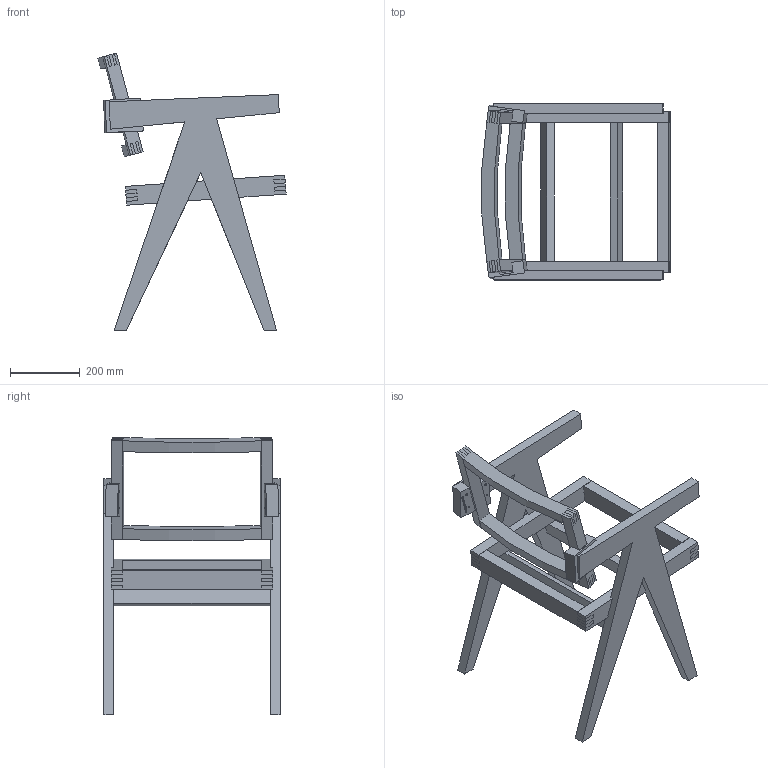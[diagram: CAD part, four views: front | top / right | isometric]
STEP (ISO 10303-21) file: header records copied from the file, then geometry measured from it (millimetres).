
FILE_DESCRIPTION(/* description */ (''),/* implementation_level */ '2;1');
FILE_NAME(/* name */ 'final_assembly_Jeanneret.step',/* time_stamp */ '2025-12-30T11:38:34+01:00',/* author */ (''),/* organization */ (''),/* preprocessor_version */ 'ST-DEVELOPER v20.1',/* originating_system */ 'Autodesk Translation Framework v14.21.0.0',/* authorisation */ '');
FILE_SCHEMA (('AUTOMOTIVE_DESIGN { 1 0 10303 214 3 1 1 }'));
Length unit declared in the file: millimetre
Products named in the file (8): final_assembly_Jeanneret; final_sous_ass_Jeanneret; final_lat_ass_Jeanneret; final_front_ass_Jeanneret; final_doss_lat_Jeanneret; guide_decoupe_dossier_droite_Jeanneret; guide_decoupe_dossier_gauche_Jeanneret; final_doss_top_sym_Jeanneret
Assembly tree (11 placements, depth 2):
  final_assembly_Jeanneret
    final_lat_ass_Jeanneret  x2
    final_sous_ass_Jeanneret  x2
    final_front_ass_Jeanneret  x2
    final_doss_lat_Jeanneret  x2
    guide_decoupe_dossier_droite_Jeanneret
    guide_decoupe_dossier_gauche_Jeanneret
    final_doss_top_sym_Jeanneret
Bounding box: 538.07 x 504 x 793.98 mm (x, y, z)
Volume: 11880899.6 mm3; surface area: 1427904.5 mm2
Topology: 14 solids, 14 shells, 955 faces, 2641 edges, 1754 vertices
Faces by surface type: plane 528, bspline 411, cylinder 16
Full cylindrical faces by diameter (mm): 5.1 x8, 12 x8
Entity records: 32502 total; most frequent: CARTESIAN_POINT 12458, ORIENTED_EDGE 4898, DIRECTION 2641, EDGE_CURVE 2449, VERTEX_POINT 1626, LINE 1595, VECTOR 1595, EDGE_LOOP 947
